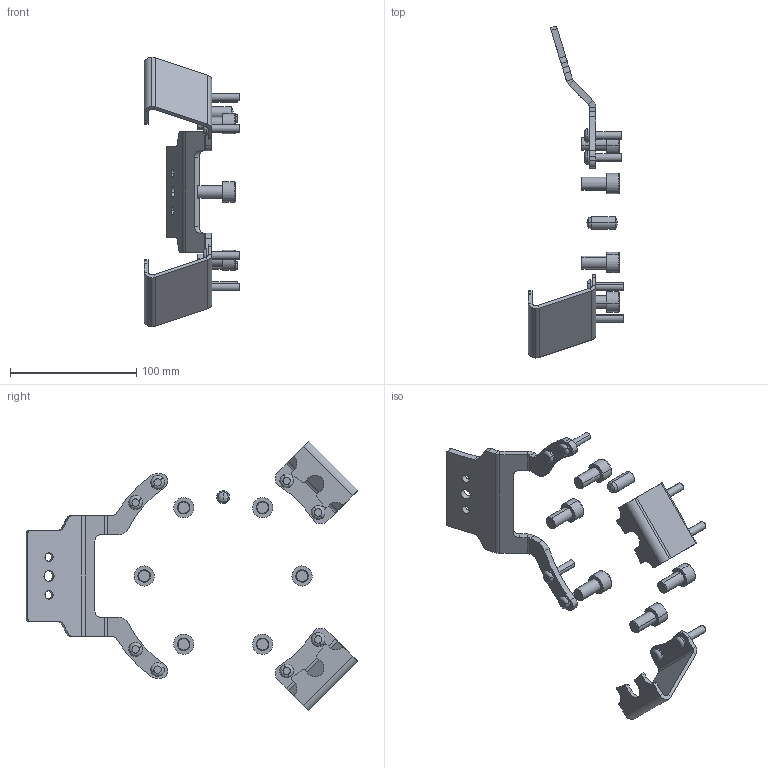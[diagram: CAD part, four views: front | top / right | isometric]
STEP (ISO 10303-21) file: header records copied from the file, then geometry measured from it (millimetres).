
FILE_DESCRIPTION (( 'STEP AP203' ), '1' );
FILE_NAME ('P5406.STEP', '2020-01-16T14:34:59', ( '' ), ( '' ), 'SwSTEP 2.0', 'SolidWorks 2017', '' );
FILE_SCHEMA (( 'CONFIG_CONTROL_DESIGN' ));
Length unit declared in the file: millimetre
Products named in the file (1): P5406
Bounding box: 75.5 x 262.72 x 213.4 mm (x, y, z)
Volume: 92363 mm3; surface area: 55685.8 mm2
Topology: 18 solids, 18 shells, 372 faces, 832 edges, 516 vertices
Faces by surface type: plane 156, cylinder 154, torus 44, cone 14, sphere 4
Entity records: 10449 total; most frequent: DIRECTION 1992, CARTESIAN_POINT 1721, ORIENTED_EDGE 1664, EDGE_CURVE 832, AXIS2_PLACEMENT_3D 787, VERTEX_POINT 516, VECTOR 418, LINE 418
